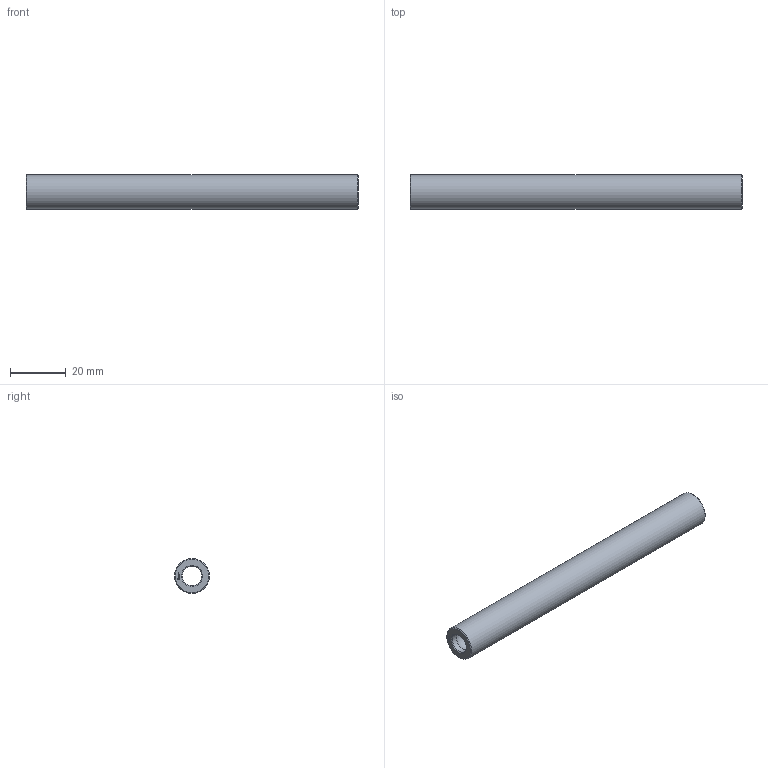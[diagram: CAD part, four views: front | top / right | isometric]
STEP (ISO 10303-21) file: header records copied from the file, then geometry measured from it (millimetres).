
FILE_DESCRIPTION(('FreeCAD Model'),'2;1');
FILE_NAME('Open CASCADE Shape Model','2024-01-02T18:04:48',(''),(''), 'Open CASCADE STEP processor 7.6','FreeCAD','Unknown');
FILE_SCHEMA(('AUTOMOTIVE_DESIGN { 1 0 10303 214 1 1 1 1 }'));
Length unit declared in the file: millimetre
Products named in the file (1): Spacer FRE BU01.00x09.50 - SPN-SPR-0087 (stemfie.org)
Bounding box: 118.75 x 12.5 x 12.5 mm (x, y, z)
Volume: 8955 mm3; surface area: 7785 mm2
Topology: 1 solids, 1 shells, 528 faces, 1444 edges, 952 vertices
Faces by surface type: plane 304, extrusion 190, cylinder 12, sphere 10, revolution 8, cone 4
Full cylindrical faces by diameter (mm): 7 x11, 12.5 x1
Entity records: 35584 total; most frequent: CARTESIAN_POINT 7733, DIRECTION 4500, VECTOR 3704, LINE 3514, ORIENTED_EDGE 2888, PCURVE 2888, DEFINITIONAL_REPRESENTATION 2888, EDGE_CURVE 1444
